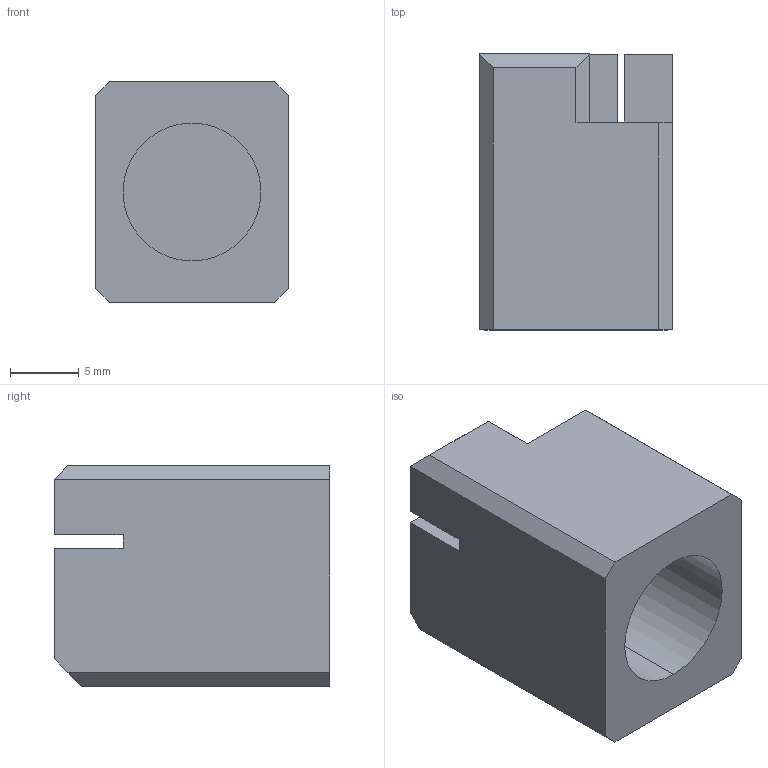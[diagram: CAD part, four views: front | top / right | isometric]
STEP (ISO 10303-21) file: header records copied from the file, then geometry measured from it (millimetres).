
FILE_DESCRIPTION (( 'STEP AP203' ), '1' );
FILE_NAME ('Punch.STEP', '2024-07-23T17:47:49', ( '' ), ( '' ), 'SwSTEP 2.0', 'SolidWorks 2021', '' );
FILE_SCHEMA (( 'CONFIG_CONTROL_DESIGN' ));
Length unit declared in the file: millimetre
Products named in the file (1): Punch
Bounding box: 14 x 20 x 16 mm (x, y, z)
Volume: 3175.9 mm3; surface area: 2296.3 mm2
Topology: 1 solids, 1 shells, 36 faces, 97 edges, 64 vertices
Faces by surface type: plane 34, cylinder 2
Entity records: 1186 total; most frequent: CARTESIAN_POINT 198, ORIENTED_EDGE 194, DIRECTION 175, EDGE_CURVE 97, VECTOR 93, LINE 93, VERTEX_POINT 64, AXIS2_PLACEMENT_3D 41
